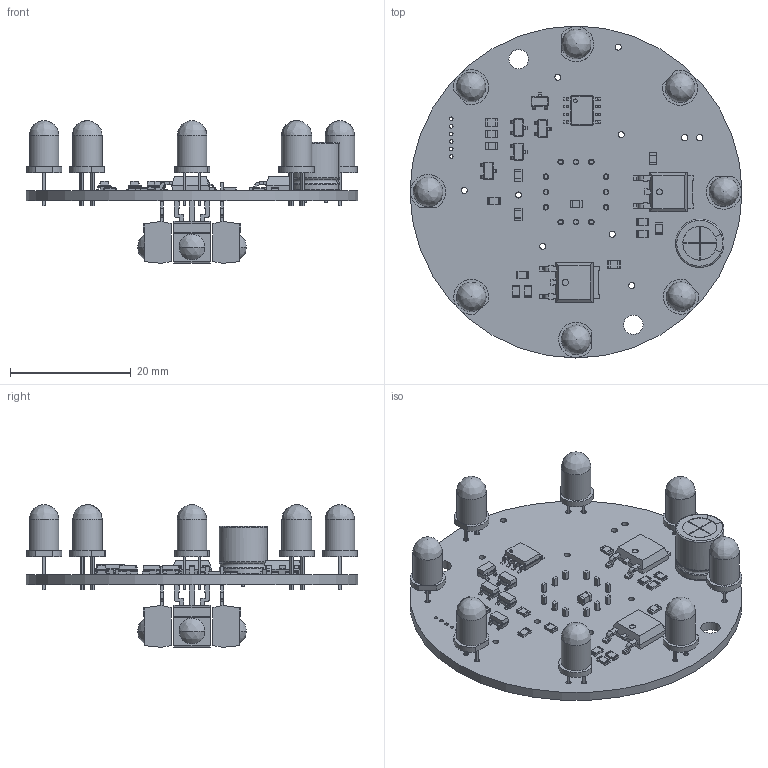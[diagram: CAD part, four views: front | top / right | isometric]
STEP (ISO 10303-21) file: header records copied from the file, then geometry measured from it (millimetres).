
FILE_DESCRIPTION(('KiCad electronic assembly'),'2;1');
FILE_NAME('EmitterDriverV2.step','2023-09-30T13:01:12',('Pcbnew'),( 'Kicad'),'Open CASCADE STEP processor 7.5','KiCad to STEP converter' ,'Unknown');
FILE_SCHEMA(('AUTOMOTIVE_DESIGN { 1 0 10303 214 1 1 1 1 }'));
Length unit declared in the file: millimetre
Products named in the file (20): EmitterDriverV2 1; TO-252-2; SOLID; R_0805_2012Metric; SOT-23; R_0805; LED_D5.0mm; CP_Radial_D8.0mm_P3.50mm; SOIC-8_3.9x4.9mm_Pitch1.27mm; C_0805_2012Metric; Vishay_MOLD-3Pin; EmitterDriverV2 PCB
Assembly tree (46 placements, depth 3):
  EmitterDriverV2 1
    TO-252-2  x2
      SOLID
    R_0805_2012Metric  x7
      SOLID
    SOT-23  x5
      SOLID
    R_0805  x7
      SOLID
    LED_D5.0mm  x8
      SOLID
    CP_Radial_D8.0mm_P3.50mm
      SOLID
    SOIC-8_3.9x4.9mm_Pitch1.27mm
      SOLID
    C_0805_2012Metric
      SOLID
    Vishay_MOLD-3Pin  x4
      SOLID
    EmitterDriverV2 PCB
Bounding box: 55 x 55 x 23.64 mm (x, y, z)
Volume: 6409.7 mm3; surface area: 8641.6 mm2
Topology: 37 solids, 38 shells, 1650 faces, 4301 edges, 2761 vertices
Faces by surface type: bspline 1599, cylinder 49, plane 2
Full cylindrical faces by diameter (mm): 0.6 x6, 0.8 x2, 0.9 x28, 1 x8, 1.05 x2, 3.2 x2, 55 x1
Entity records: 40650 total; most frequent: CARTESIAN_POINT 15059, B_SPLINE_CURVE_WITH_KNOTS 3767, ORIENTED_EDGE 3102, PCURVE 3102, DEFINITIONAL_REPRESENTATION 3102, EDGE_CURVE 1551, SURFACE_CURVE 1496, VERTEX_POINT 994
